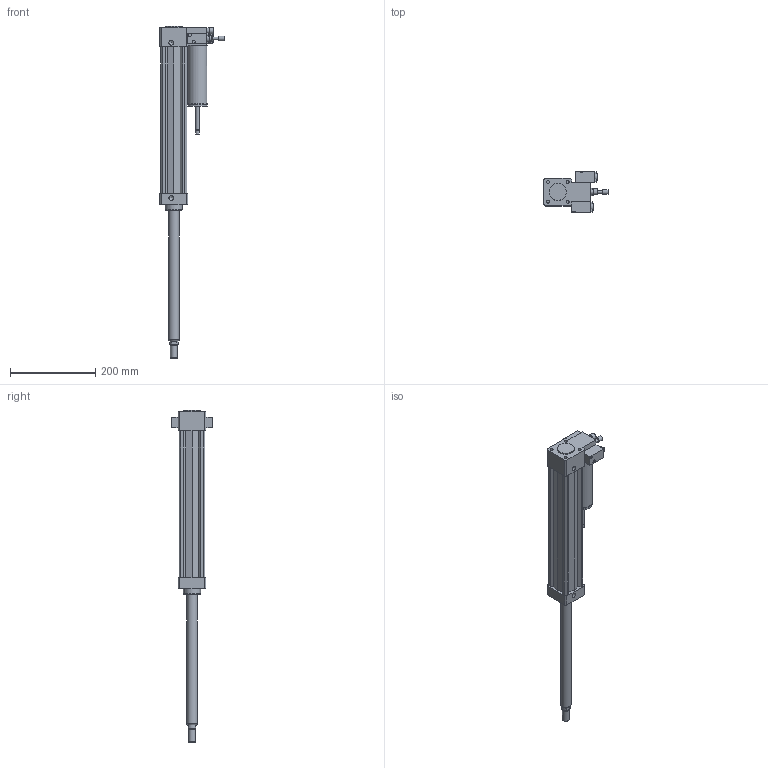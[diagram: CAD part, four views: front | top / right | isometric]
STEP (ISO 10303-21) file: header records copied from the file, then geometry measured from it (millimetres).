
FILE_DESCRIPTION((''),'2;1');
FILE_NAME('14500300A.D.D.stp','2008-04-23T17:10:17',('airolcr1'),(''),'Autodesk Inventor 2008','Autodesk Inventor 2008','');
FILE_SCHEMA(('AUTOMOTIVE_DESIGN { 1 0 10303 214 1 1 1 1 }'));
Length unit declared in the file: millimetre
Products named in the file (6): 14500300A.D.D; STELO Ø50 C 300; REGOLATORE SR; VAL SK NA OUT SR; VAL ST NA OUT SR
Assembly tree (5 placements, depth 2):
  14500300A.D.D
    14500300A.D.D
    STELO Ø50 C 300
    REGOLATORE SR
    VAL SK NA OUT SR
    VAL ST NA OUT SR
Bounding box: 150 x 95.61 x 778 mm (x, y, z)
Volume: 1909036.9 mm3; surface area: 197844 mm2
Topology: 5 solids, 5 shells, 211 faces, 454 edges, 293 vertices
Faces by surface type: plane 116, cylinder 57, bspline 29, cone 9
Full cylindrical faces by diameter (mm): 2 x1, 4 x8, 6 x1, 7 x8, 8 x2, 11 x1, 12 x1, 13 x1, 14 x1, 14.5 x1, 16 x1, 17 x2, 20 x1, 24.8 x1, 25 x2, 40 x2, 41 x1, 45 x2
Entity records: 5827 total; most frequent: CARTESIAN_POINT 1218, DIRECTION 924, ORIENTED_EDGE 760, EDGE_CURVE 380, AXIS2_PLACEMENT_3D 351, EDGE_LOOP 314, VERTEX_POINT 282, VECTOR 222
